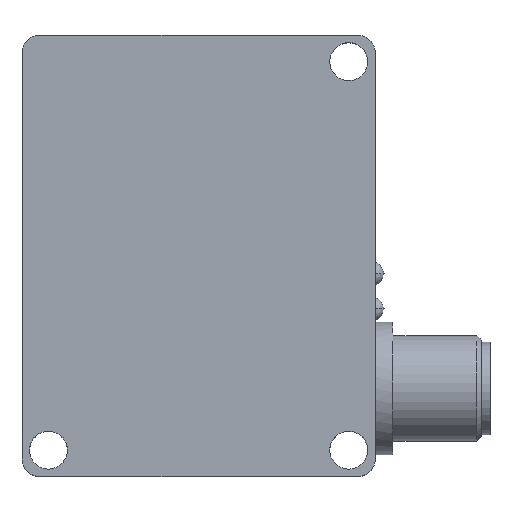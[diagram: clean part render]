
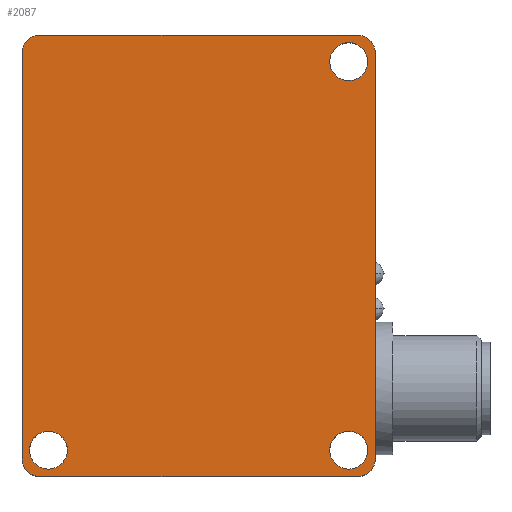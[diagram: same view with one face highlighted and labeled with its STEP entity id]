
A CAD part, top view. The second image highlights one B-rep face of the part: STEP entity #2087.
In plain terms, the highlighted planar face has unit normal (0, 0, 1).
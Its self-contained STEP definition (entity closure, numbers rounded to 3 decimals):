
#87=LINE('',#3521,#200);
#88=LINE('',#3525,#201);
#89=LINE('',#3529,#202);
#90=LINE('',#3533,#203);
#91=LINE('',#3534,#204);
#200=VECTOR('',#2806,36.);
#201=VECTOR('',#2809,46.);
#202=VECTOR('',#2812,36.);
#203=VECTOR('',#2815,8.);
#204=VECTOR('',#2816,38.);
#338=FACE_BOUND('',#639,.T.);
#339=FACE_BOUND('',#640,.T.);
#340=FACE_BOUND('',#641,.T.);
#470=FACE_OUTER_BOUND('',#638,.T.);
#638=EDGE_LOOP('',(#1574,#1575,#1576,#1577,#1578,#1579,#1580,#1581,#1582));
#639=EDGE_LOOP('',(#1583));
#640=EDGE_LOOP('',(#1584));
#641=EDGE_LOOP('',(#1585));
#824=CIRCLE('',#2309,2.);
#826=CIRCLE('',#2312,2.);
#827=CIRCLE('',#2313,2.);
#828=CIRCLE('',#2314,2.);
#829=CIRCLE('',#2315,2.15);
#830=CIRCLE('',#2316,2.15);
#831=CIRCLE('',#2317,2.15);
#988=VERTEX_POINT('',#3511);
#989=VERTEX_POINT('',#3512);
#992=VERTEX_POINT('',#3520);
#993=VERTEX_POINT('',#3522);
#994=VERTEX_POINT('',#3524);
#995=VERTEX_POINT('',#3526);
#996=VERTEX_POINT('',#3528);
#997=VERTEX_POINT('',#3530);
#998=VERTEX_POINT('',#3532);
#999=VERTEX_POINT('',#3535);
#1000=VERTEX_POINT('',#3537);
#1001=VERTEX_POINT('',#3539);
#1208=EDGE_CURVE('',#988,#989,#824,.T.);
#1212=EDGE_CURVE('',#992,#988,#87,.T.);
#1213=EDGE_CURVE('',#993,#992,#826,.T.);
#1214=EDGE_CURVE('',#994,#993,#88,.T.);
#1215=EDGE_CURVE('',#995,#994,#827,.T.);
#1216=EDGE_CURVE('',#996,#995,#89,.T.);
#1217=EDGE_CURVE('',#997,#996,#828,.T.);
#1218=EDGE_CURVE('',#998,#997,#90,.T.);
#1219=EDGE_CURVE('',#989,#998,#91,.T.);
#1220=EDGE_CURVE('',#999,#999,#829,.T.);
#1221=EDGE_CURVE('',#1000,#1000,#830,.T.);
#1222=EDGE_CURVE('',#1001,#1001,#831,.T.);
#1574=ORIENTED_EDGE('',*,*,#1208,.F.);
#1575=ORIENTED_EDGE('',*,*,#1212,.F.);
#1576=ORIENTED_EDGE('',*,*,#1213,.F.);
#1577=ORIENTED_EDGE('',*,*,#1214,.F.);
#1578=ORIENTED_EDGE('',*,*,#1215,.F.);
#1579=ORIENTED_EDGE('',*,*,#1216,.F.);
#1580=ORIENTED_EDGE('',*,*,#1217,.F.);
#1581=ORIENTED_EDGE('',*,*,#1218,.F.);
#1582=ORIENTED_EDGE('',*,*,#1219,.F.);
#1583=ORIENTED_EDGE('',*,*,#1220,.T.);
#1584=ORIENTED_EDGE('',*,*,#1221,.T.);
#1585=ORIENTED_EDGE('',*,*,#1222,.T.);
#1838=PLANE('',#2311);
#2087=ADVANCED_FACE('',(#470,#338,#339,#340),#1838,.T.);
#2309=AXIS2_PLACEMENT_3D('',#3513,#2798,#2799);
#2311=AXIS2_PLACEMENT_3D('',#3519,#2804,#2805);
#2312=AXIS2_PLACEMENT_3D('',#3523,#2807,#2808);
#2313=AXIS2_PLACEMENT_3D('',#3527,#2810,#2811);
#2314=AXIS2_PLACEMENT_3D('',#3531,#2813,#2814);
#2315=AXIS2_PLACEMENT_3D('',#3536,#2817,#2818);
#2316=AXIS2_PLACEMENT_3D('',#3538,#2819,#2820);
#2317=AXIS2_PLACEMENT_3D('',#3540,#2821,#2822);
#2798=DIRECTION('center_axis',(0.,0.,-1.));
#2799=DIRECTION('ref_axis',(0.707,0.707,0.));
#2804=DIRECTION('center_axis',(0.,0.,1.));
#2805=DIRECTION('ref_axis',(1.,0.,0.));
#2806=DIRECTION('',(1.,0.,0.));
#2807=DIRECTION('center_axis',(0.,0.,-1.));
#2808=DIRECTION('ref_axis',(-0.707,0.707,0.));
#2809=DIRECTION('',(0.,1.,0.));
#2810=DIRECTION('center_axis',(0.,0.,-1.));
#2811=DIRECTION('ref_axis',(-0.707,-0.707,0.));
#2812=DIRECTION('',(-1.,0.,0.));
#2813=DIRECTION('center_axis',(0.,0.,-1.));
#2814=DIRECTION('ref_axis',(0.707,-0.707,0.));
#2815=DIRECTION('',(0.,-1.,0.));
#2816=DIRECTION('',(0.,-1.,0.));
#2817=DIRECTION('center_axis',(0.,0.,-1.));
#2818=DIRECTION('ref_axis',(-1.,0.,0.));
#2819=DIRECTION('center_axis',(0.,0.,-1.));
#2820=DIRECTION('ref_axis',(-1.,0.,0.));
#2821=DIRECTION('center_axis',(0.,0.,-1.));
#2822=DIRECTION('ref_axis',(-1.,0.,0.));
#3511=CARTESIAN_POINT('',(38.,50.,15.));
#3512=CARTESIAN_POINT('',(40.,48.,15.));
#3513=CARTESIAN_POINT('Origin',(38.,48.,15.));
#3519=CARTESIAN_POINT('Origin',(20.,25.,15.));
#3520=CARTESIAN_POINT('',(2.,50.,15.));
#3521=CARTESIAN_POINT('',(40.,50.,15.));
#3522=CARTESIAN_POINT('',(0.,48.,15.));
#3523=CARTESIAN_POINT('Origin',(2.,48.,15.));
#3524=CARTESIAN_POINT('',(0.,2.,15.));
#3525=CARTESIAN_POINT('',(0.,50.,15.));
#3526=CARTESIAN_POINT('',(2.,0.,15.));
#3527=CARTESIAN_POINT('Origin',(2.,2.,15.));
#3528=CARTESIAN_POINT('',(38.,0.,15.));
#3529=CARTESIAN_POINT('',(0.,0.,15.));
#3530=CARTESIAN_POINT('',(40.,2.,15.));
#3531=CARTESIAN_POINT('Origin',(38.,2.,15.));
#3532=CARTESIAN_POINT('',(40.,10.,15.));
#3533=CARTESIAN_POINT('',(40.,0.,15.));
#3534=CARTESIAN_POINT('',(40.,0.,15.));
#3535=CARTESIAN_POINT('',(39.15,3.,15.));
#3536=CARTESIAN_POINT('Origin',(37.,3.,15.));
#3537=CARTESIAN_POINT('',(5.15,3.,15.));
#3538=CARTESIAN_POINT('Origin',(3.,3.,15.));
#3539=CARTESIAN_POINT('',(39.15,47.,15.));
#3540=CARTESIAN_POINT('Origin',(37.,47.,15.));
